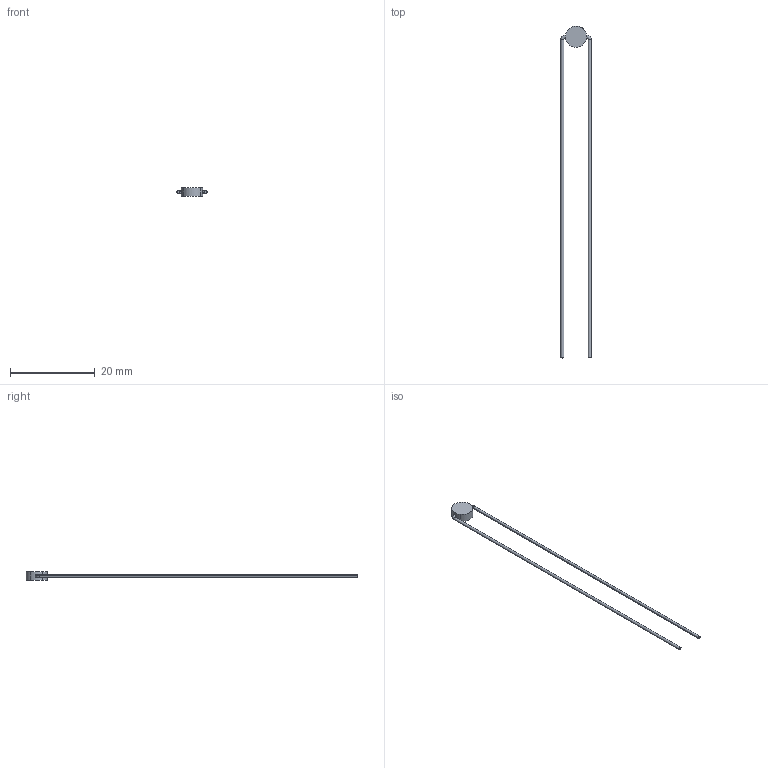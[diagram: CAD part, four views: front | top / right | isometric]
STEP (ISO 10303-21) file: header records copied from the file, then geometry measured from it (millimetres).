
FILE_DESCRIPTION (( 'STEP AP214' ), '1' );
FILE_NAME ('CTN014120.STEP', '2019-05-31T07:37:11', ( '' ), ( '' ), 'SwSTEP 2.0', 'SolidWorks 2018', '' );
FILE_SCHEMA (( 'AUTOMOTIVE_DESIGN' ));
Length unit declared in the file: millimetre
Products named in the file (1): CTN014120
Bounding box: 7.12 x 78.2 x 2 mm (x, y, z)
Volume: 98 mm3; surface area: 407.6 mm2
Topology: 4 solids, 4 shells, 27 faces, 53 edges, 34 vertices
Faces by surface type: plane 12, cylinder 11, torus 4
Entity records: 1019 total; most frequent: DIRECTION 139, CARTESIAN_POINT 115, ORIENTED_EDGE 106, AXIS2_PLACEMENT_3D 58, EDGE_CURVE 53, VERTEX_POINT 34, CIRCLE 30, UNCERTAINTY_MEASURE_WITH_UNIT 29
